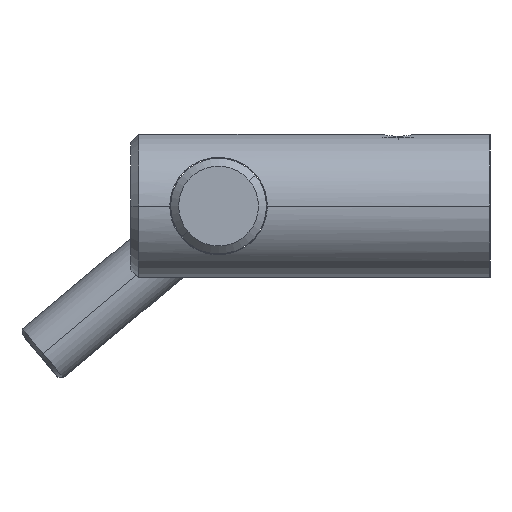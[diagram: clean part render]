
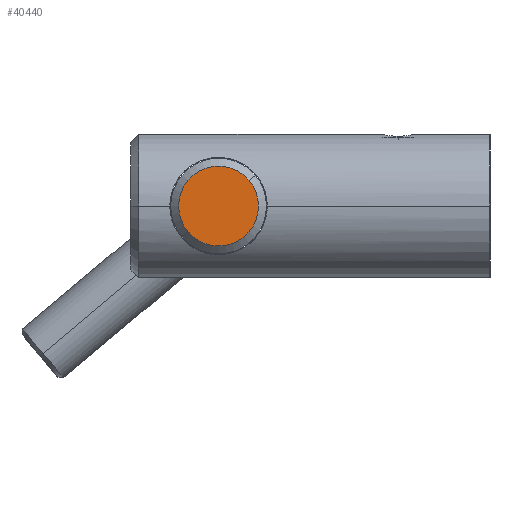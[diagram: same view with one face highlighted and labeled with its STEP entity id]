
A CAD part, left-side view. The second image highlights one B-rep face of the part: STEP entity #40440.
In plain terms, the highlighted planar face has unit normal (-1, 0, 0).
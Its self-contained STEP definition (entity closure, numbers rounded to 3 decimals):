
#40240=CARTESIAN_POINT('',(-235.,3.,0.));
#40250=DIRECTION('',(1.,0.,0.));
#40260=DIRECTION('',(0.,-1.,0.));
#40270=AXIS2_PLACEMENT_3D('',#40240,#40250,#40260);
#40280=PLANE('',#40270);
#40290=CARTESIAN_POINT('',(-235.,0.,0.));
#40300=DIRECTION('',(-1.,0.,0.));
#40310=DIRECTION('',(0.,1.,0.));
#40320=AXIS2_PLACEMENT_3D('',#40290,#40300,#40310);
#40330=CIRCLE('',#40320,5.);
#40340=CARTESIAN_POINT('',(-235.,5.,0.));
#40350=VERTEX_POINT('',#40340);
#40360=CARTESIAN_POINT('',(-235.,-5.,0.));
#40370=VERTEX_POINT('',#40360);
#40380=EDGE_CURVE('',#40350,#40370,#40330,.T.);
#40390=ORIENTED_EDGE('',*,*,#40380,.T.);
#40400=EDGE_CURVE('',#40370,#40350,#40330,.T.);
#40410=ORIENTED_EDGE('',*,*,#40400,.T.);
#40420=EDGE_LOOP('',(#40410,#40390));
#40430=FACE_OUTER_BOUND('',#40420,.T.);
#40440=ADVANCED_FACE('',(#40430),#40280,.F.);
